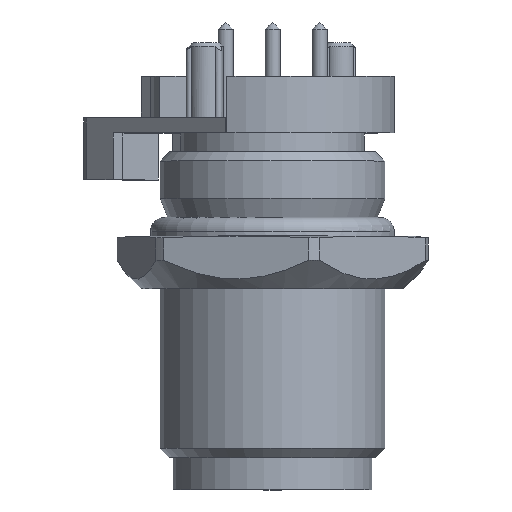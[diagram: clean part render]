
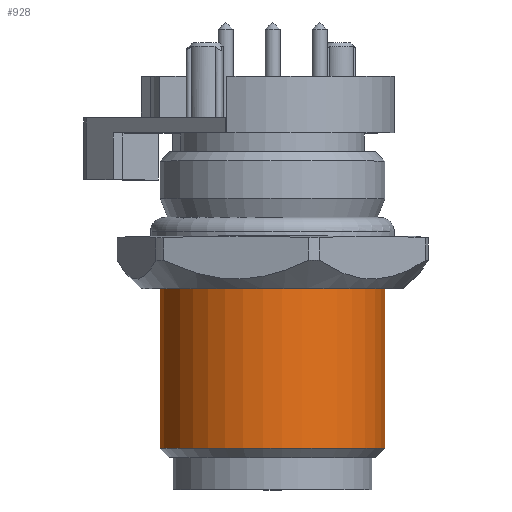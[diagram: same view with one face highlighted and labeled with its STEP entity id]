
A CAD part, top view. The second image highlights one B-rep face of the part: STEP entity #928.
In plain terms, the highlighted cylindrical face has radius 6 mm (diameter 12 mm), a full revolution.
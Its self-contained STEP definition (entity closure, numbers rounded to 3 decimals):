
#886=CARTESIAN_POINT('',(-1.553,9.7,-5.796));
#887=VERTEX_POINT('',#886);
#888=CARTESIAN_POINT('',(0.,9.7,0.));
#889=DIRECTION('',(0.,-1.0,0.));
#890=DIRECTION('',(0.259,0.,0.966));
#891=AXIS2_PLACEMENT_3D('',#888,#889,#890);
#892=CIRCLE('',#891,6.);
#893=EDGE_CURVE('',#887,#887,#892,.T.);
#909=CARTESIAN_POINT('',(0.,13.7,0.));
#910=DIRECTION('',(0.,-1.0,0.));
#911=DIRECTION('',(-0.259,0.,-0.966));
#912=AXIS2_PLACEMENT_3D('',#909,#910,#911);
#913=CYLINDRICAL_SURFACE('',#912,6.);
#914=CARTESIAN_POINT('',(-1.553,18.2,-5.796));
#915=VERTEX_POINT('',#914);
#916=CARTESIAN_POINT('',(0.,18.2,0.));
#917=DIRECTION('',(0.,-1.,0.));
#918=DIRECTION('',(-0.259,0.,-0.966));
#919=AXIS2_PLACEMENT_3D('',#916,#917,#918);
#920=CIRCLE('',#919,6.);
#921=EDGE_CURVE('',#915,#915,#920,.T.);
#922=ORIENTED_EDGE('',*,*,#921,.T.);
#923=EDGE_LOOP('',(#922));
#924=FACE_OUTER_BOUND('',#923,.T.);
#925=ORIENTED_EDGE('',*,*,#893,.F.);
#926=EDGE_LOOP('',(#925));
#927=FACE_BOUND('',#926,.T.);
#928=ADVANCED_FACE('',(#924,#927),#913,.T.);
